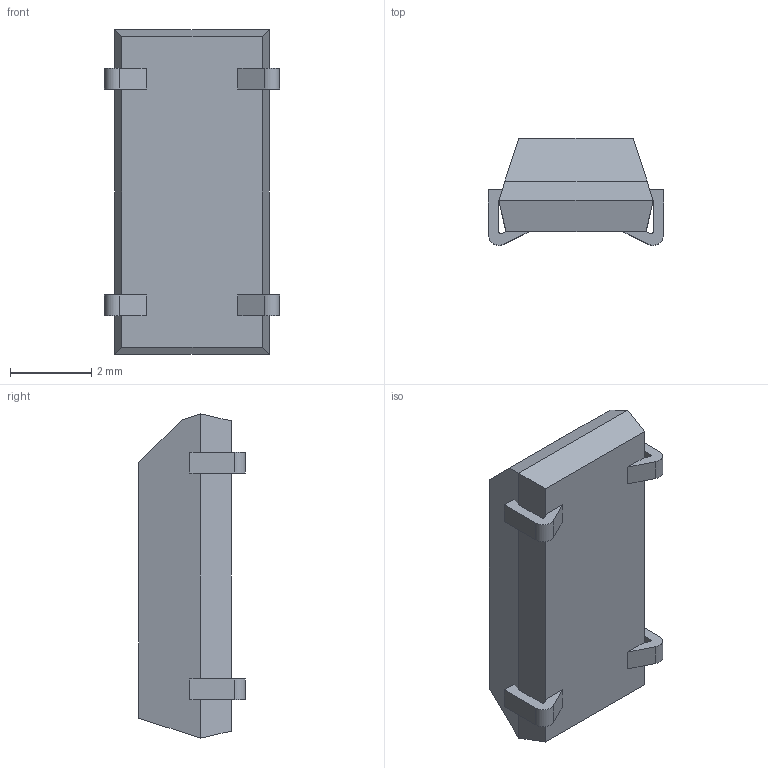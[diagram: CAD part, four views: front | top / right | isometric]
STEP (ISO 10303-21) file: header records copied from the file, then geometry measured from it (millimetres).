
FILE_DESCRIPTION (( 'STEP AP214' ), '1' );
FILE_NAME ('01_abs25.STEP', '2013-09-17T18:05:53', ( '' ), ( '' ), 'SwSTEP 2.0', 'SolidWorks 2012', '' );
FILE_SCHEMA (( 'AUTOMOTIVE_DESIGN' ));
Length unit declared in the file: inch
Products named in the file (1): 01_abs25
Bounding box: 4.32 x 2.63 x 8 mm (x, y, z)
Volume: 60.5 mm3; surface area: 121.5 mm2
Topology: 3 solids, 3 shells, 54 faces, 133 edges, 86 vertices
Faces by surface type: plane 40, cylinder 10, torus 4
Entity records: 1773 total; most frequent: CARTESIAN_POINT 274, DIRECTION 271, ORIENTED_EDGE 266, EDGE_CURVE 133, VECTOR 105, LINE 105, VERTEX_POINT 86, AXIS2_PLACEMENT_3D 83
